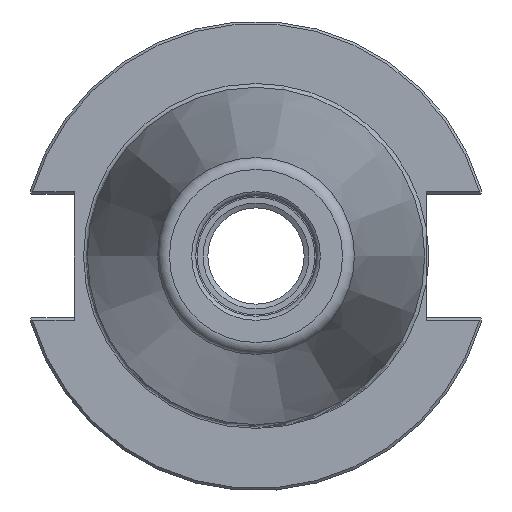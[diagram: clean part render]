
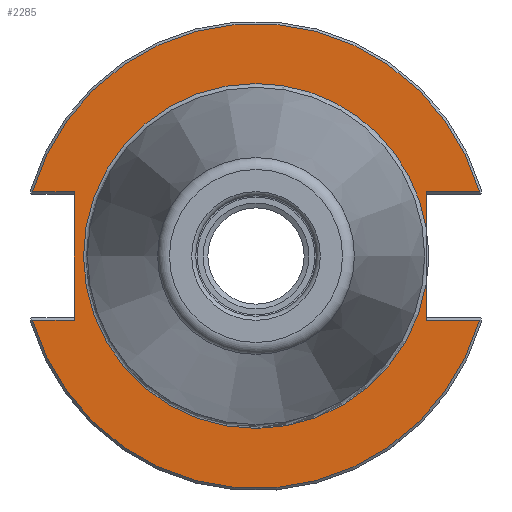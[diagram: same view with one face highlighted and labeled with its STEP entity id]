
A CAD part, left-side view. The second image highlights one B-rep face of the part: STEP entity #2285.
In plain terms, the highlighted planar face has unit normal (-1, 0, 0).
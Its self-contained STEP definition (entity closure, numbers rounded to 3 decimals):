
#112=PLANE('',#2475);
#218=FACE_OUTER_BOUND('',#344,.T.);
#344=EDGE_LOOP('',(#1614,#1615,#1616,#1617,#1618,#1619,#1620,#1621,#1622,
#1623,#1624));
#465=LINE('',#3522,#591);
#469=LINE('',#3530,#595);
#470=LINE('',#3534,#596);
#471=LINE('',#3536,#597);
#472=LINE('',#3538,#598);
#473=LINE('',#3542,#599);
#474=LINE('',#3544,#600);
#591=VECTOR('',#2839,10.);
#595=VECTOR('',#2845,10.);
#596=VECTOR('',#2848,10.);
#597=VECTOR('',#2849,10.);
#598=VECTOR('',#2850,10.);
#599=VECTOR('',#2853,10.);
#600=VECTOR('',#2854,10.);
#755=CIRCLE('',#2476,48.25);
#756=CIRCLE('',#2477,48.25);
#757=CIRCLE('',#2478,35.8);
#758=CIRCLE('',#2479,35.8);
#917=VERTEX_POINT('',#3517);
#918=VERTEX_POINT('',#3521);
#921=VERTEX_POINT('',#3529);
#922=VERTEX_POINT('',#3531);
#923=VERTEX_POINT('',#3533);
#924=VERTEX_POINT('',#3535);
#925=VERTEX_POINT('',#3537);
#926=VERTEX_POINT('',#3539);
#927=VERTEX_POINT('',#3541);
#928=VERTEX_POINT('',#3543);
#929=VERTEX_POINT('',#3545);
#1190=EDGE_CURVE('',#917,#918,#465,.T.);
#1194=EDGE_CURVE('',#921,#918,#469,.T.);
#1195=EDGE_CURVE('',#922,#917,#755,.T.);
#1196=EDGE_CURVE('',#923,#922,#470,.T.);
#1197=EDGE_CURVE('',#923,#924,#471,.T.);
#1198=EDGE_CURVE('',#925,#924,#472,.T.);
#1199=EDGE_CURVE('',#926,#925,#756,.T.);
#1200=EDGE_CURVE('',#927,#926,#473,.T.);
#1201=EDGE_CURVE('',#927,#928,#474,.T.);
#1202=EDGE_CURVE('',#928,#929,#757,.T.);
#1203=EDGE_CURVE('',#929,#921,#758,.T.);
#1614=ORIENTED_EDGE('',*,*,#1194,.T.);
#1615=ORIENTED_EDGE('',*,*,#1190,.F.);
#1616=ORIENTED_EDGE('',*,*,#1195,.F.);
#1617=ORIENTED_EDGE('',*,*,#1196,.F.);
#1618=ORIENTED_EDGE('',*,*,#1197,.T.);
#1619=ORIENTED_EDGE('',*,*,#1198,.F.);
#1620=ORIENTED_EDGE('',*,*,#1199,.F.);
#1621=ORIENTED_EDGE('',*,*,#1200,.F.);
#1622=ORIENTED_EDGE('',*,*,#1201,.T.);
#1623=ORIENTED_EDGE('',*,*,#1202,.T.);
#1624=ORIENTED_EDGE('',*,*,#1203,.T.);
#2285=ADVANCED_FACE('',(#218),#112,.T.);
#2475=AXIS2_PLACEMENT_3D('',#3528,#2843,#2844);
#2476=AXIS2_PLACEMENT_3D('',#3532,#2846,#2847);
#2477=AXIS2_PLACEMENT_3D('',#3540,#2851,#2852);
#2478=AXIS2_PLACEMENT_3D('',#3546,#2855,#2856);
#2479=AXIS2_PLACEMENT_3D('',#3547,#2857,#2858);
#2839=DIRECTION('',(0.,1.,0.));
#2843=DIRECTION('center_axis',(-1.,0.,0.));
#2844=DIRECTION('ref_axis',(0.,0.,1.));
#2845=DIRECTION('',(0.,0.,1.));
#2846=DIRECTION('center_axis',(1.,0.,0.));
#2847=DIRECTION('ref_axis',(0.,0.,-1.));
#2848=DIRECTION('',(0.,1.,0.));
#2849=DIRECTION('',(0.,0.,-1.));
#2850=DIRECTION('',(0.,-1.,0.));
#2851=DIRECTION('center_axis',(1.,0.,0.));
#2852=DIRECTION('ref_axis',(0.,0.,-1.));
#2853=DIRECTION('',(0.,-1.,0.));
#2854=DIRECTION('',(0.,0.,1.));
#2855=DIRECTION('center_axis',(1.,0.,0.));
#2856=DIRECTION('ref_axis',(0.,0.,-1.));
#2857=DIRECTION('center_axis',(1.,0.,0.));
#2858=DIRECTION('ref_axis',(0.,0.,-1.));
#3517=CARTESIAN_POINT('',(1.5,-46.373,13.325));
#3521=CARTESIAN_POINT('',(1.5,-35.3,13.325));
#3522=CARTESIAN_POINT('',(1.5,6.475,13.325));
#3528=CARTESIAN_POINT('Origin',(1.5,48.25,0.));
#3529=CARTESIAN_POINT('',(1.5,-35.3,5.962));
#3530=CARTESIAN_POINT('',(1.5,-35.3,-6.413));
#3531=CARTESIAN_POINT('',(1.5,46.373,13.325));
#3532=CARTESIAN_POINT('Origin',(1.5,0.,
0.));
#3533=CARTESIAN_POINT('',(1.5,37.7,13.325));
#3534=CARTESIAN_POINT('',(1.5,61.395,13.325));
#3535=CARTESIAN_POINT('',(1.5,37.7,-13.325));
#3536=CARTESIAN_POINT('',(1.5,37.7,6.413));
#3537=CARTESIAN_POINT('',(1.5,46.373,-13.325));
#3538=CARTESIAN_POINT('',(1.5,42.975,-13.325));
#3539=CARTESIAN_POINT('',(1.5,-46.373,-13.325));
#3540=CARTESIAN_POINT('Origin',(1.5,0.,
0.));
#3541=CARTESIAN_POINT('',(1.5,-35.3,-13.325));
#3542=CARTESIAN_POINT('',(1.5,-13.707,-13.325));
#3543=CARTESIAN_POINT('',(1.5,-35.3,-5.962));
#3544=CARTESIAN_POINT('',(1.5,-35.3,-6.413));
#3545=CARTESIAN_POINT('',(1.5,0.,35.8));
#3546=CARTESIAN_POINT('Origin',(1.5,0.,
0.));
#3547=CARTESIAN_POINT('Origin',(1.5,0.,
0.));
